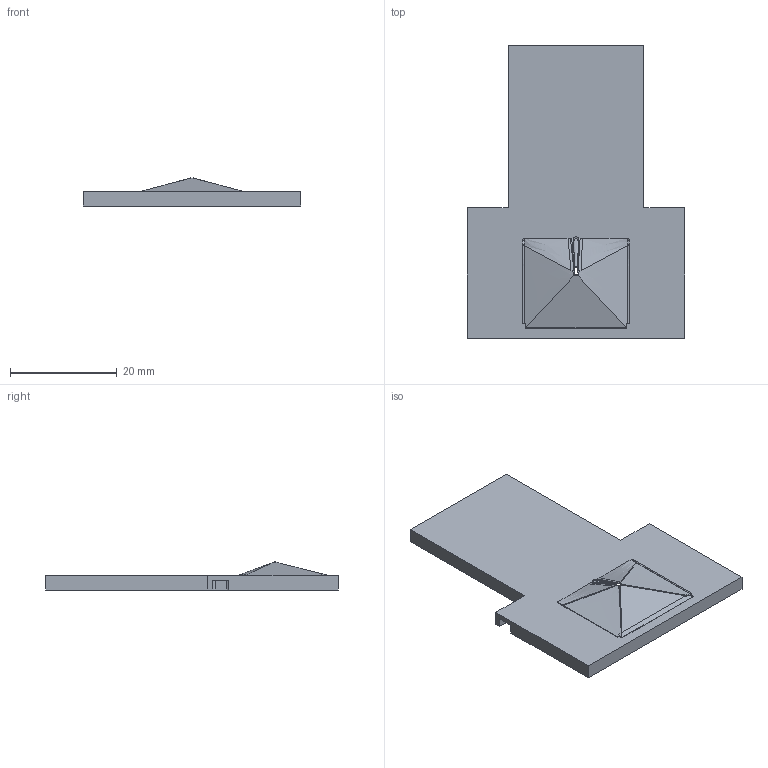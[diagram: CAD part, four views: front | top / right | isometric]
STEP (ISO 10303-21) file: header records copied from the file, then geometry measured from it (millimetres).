
FILE_DESCRIPTION(/* description */ (''),/* implementation_level */ '2;1');
FILE_NAME(/* name */ 'Coneholder_MC_v4c.stp',/* time_stamp */ '2021-03-02T14:57:59-05:00',/* author */ ('mattc'),/* organization */ (''),/* preprocessor_version */ 'ST-DEVELOPER v18.1',/* originating_system */ 'Autodesk Inventor 2021',/* authorisation */ '');
FILE_SCHEMA (('AUTOMOTIVE_DESIGN { 1 0 10303 214 3 1 1 }'));
Length unit declared in the file: millimetre
Products named in the file (1): Coneholder_MC_v4c
Bounding box: 40.64 x 54.8 x 5.24 mm (x, y, z)
Volume: 3324 mm3; surface area: 4460 mm2
Topology: 1 solids, 1 shells, 201 faces, 500 edges, 296 vertices
Faces by surface type: bspline 116, plane 49, cylinder 31, sphere 5
Full cylindrical faces by diameter (mm): 6.807 x2
Entity records: 10586 total; most frequent: CARTESIAN_POINT 6465, ORIENTED_EDGE 992, DIRECTION 574, EDGE_CURVE 496, VERTEX_POINT 296, LINE 242, VECTOR 242, EDGE_LOOP 206
